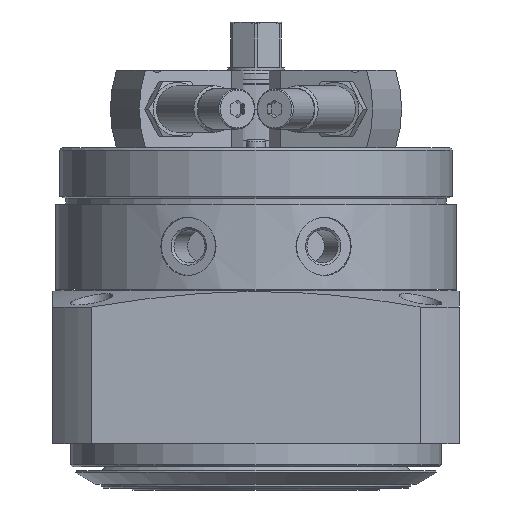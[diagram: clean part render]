
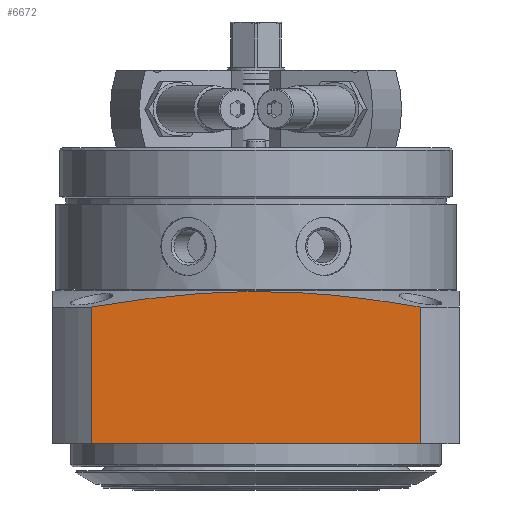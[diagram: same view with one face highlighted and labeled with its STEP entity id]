
A CAD part, front view. The second image highlights one B-rep face of the part: STEP entity #6672.
In plain terms, the highlighted planar face has unit normal (0, -1, 0).
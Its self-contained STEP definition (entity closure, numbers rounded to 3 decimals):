
#98=PLANE('',#8415);
#424=LINE('',#11923,#801);
#425=LINE('',#11925,#802);
#426=LINE('',#11927,#803);
#801=VECTOR('',#9392,1000.);
#802=VECTOR('',#9395,1000.);
#803=VECTOR('',#9396,1000.);
#1200=B_SPLINE_CURVE_WITH_KNOTS('',3,(#11806,#11807,#11808,#11809,#11810,
#11811,#11812,#11813,#11814),.UNSPECIFIED.,.F.,.F.,(4,1,1,1,1,1,4),(0.087,
0.108,0.119,0.129,0.14,
0.151,0.172),.UNSPECIFIED.);
#1318=ORIENTED_EDGE('',*,*,#3030,.F.);
#1319=ORIENTED_EDGE('',*,*,#3052,.F.);
#1320=ORIENTED_EDGE('',*,*,#3053,.T.);
#1321=ORIENTED_EDGE('',*,*,#3054,.T.);
#3030=EDGE_CURVE('',#3899,#3900,#1200,.T.);
#3052=EDGE_CURVE('',#3918,#3899,#424,.T.);
#3053=EDGE_CURVE('',#3918,#3919,#425,.T.);
#3054=EDGE_CURVE('',#3919,#3900,#426,.T.);
#3899=VERTEX_POINT('',#11805);
#3900=VERTEX_POINT('',#11815);
#3918=VERTEX_POINT('',#11922);
#3919=VERTEX_POINT('',#11926);
#4971=EDGE_LOOP('',(#1318,#1319,#1320,#1321));
#5748=FACE_BOUND('',#4971,.T.);
#6672=ADVANCED_FACE('',(#5748),#98,.T.);
#8415=AXIS2_PLACEMENT_3D('',#11924,#9393,#9394);
#9392=DIRECTION('',(0.,0.,1.));
#9393=DIRECTION('',(0.,-1.,0.));
#9394=DIRECTION('',(0.,0.,-1.));
#9395=DIRECTION('',(1.,0.,0.));
#9396=DIRECTION('',(0.,0.,1.));
#11805=CARTESIAN_POINT('',(-42.426,-52.5,-41.087));
#11806=CARTESIAN_POINT('',(-42.426,-52.5,-41.087));
#11807=CARTESIAN_POINT('',(-35.462,-52.5,-39.914));
#11808=CARTESIAN_POINT('',(-24.971,-52.5,-38.403));
#11809=CARTESIAN_POINT('',(-10.831,-52.5,-37.273));
#11810=CARTESIAN_POINT('',(-0.127,-52.5,-36.968));
#11811=CARTESIAN_POINT('',(10.669,-52.5,-37.262));
#11812=CARTESIAN_POINT('',(24.882,-52.5,-38.391));
#11813=CARTESIAN_POINT('',(35.428,-52.5,-39.909));
#11814=CARTESIAN_POINT('',(42.426,-52.5,-41.087));
#11815=CARTESIAN_POINT('',(42.426,-52.5,-41.087));
#11922=CARTESIAN_POINT('',(-42.426,-52.5,-76.4));
#11923=CARTESIAN_POINT('',(-42.426,-52.5,-76.4));
#11924=CARTESIAN_POINT('',(-42.426,-52.5,-76.4));
#11925=CARTESIAN_POINT('',(-42.426,-52.5,-76.4));
#11926=CARTESIAN_POINT('',(42.426,-52.5,-76.4));
#11927=CARTESIAN_POINT('',(42.426,-52.5,-76.4));
